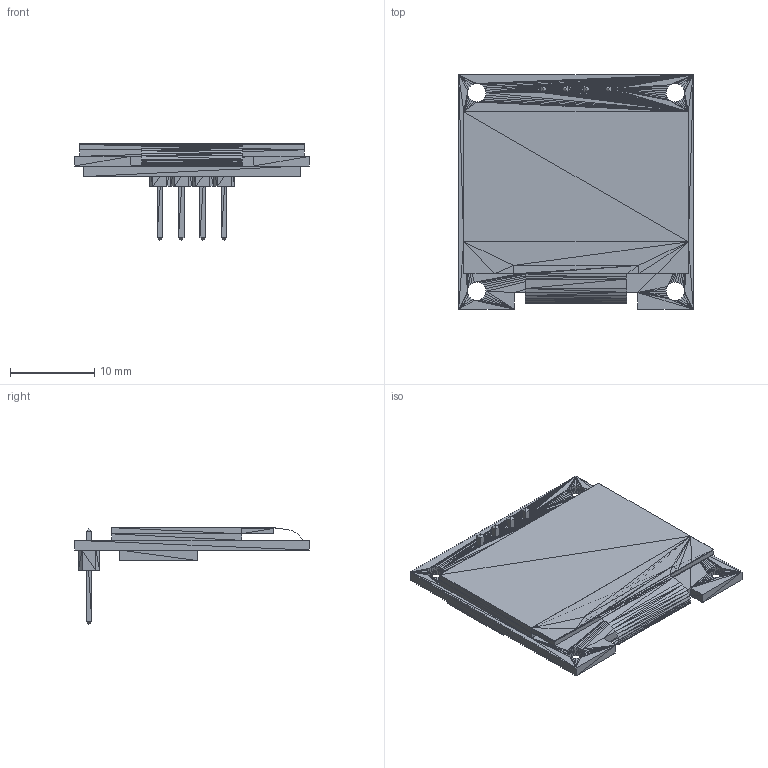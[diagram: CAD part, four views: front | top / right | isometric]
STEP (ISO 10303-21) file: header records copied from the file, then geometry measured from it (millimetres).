
FILE_DESCRIPTION((''),'2;1');
FILE_NAME('oled-display-096i-ssd1306', '2025-02-26T13:39:50', (''), (''), 'ImageToStl.com STEP Converter','', '');
FILE_SCHEMA(('AUTOMOTIVE_DESIGN_CC2'));
Length unit declared in the file: metre
Products named in the file (1): product0
Bounding box: 27.8 x 27.8 x 11.45 mm (x, y, z)
Surface area: 3607.8 mm2 (no closed solid volume)
Topology: 0 solids, 1237 shells, 1237 faces, 3707 edges, 622 vertices
Faces by surface type: plane 1237
Entity records: 28486 total; most frequent: DIRECTION 6187, ORIENTED_EDGE 3711, EDGE_CURVE 3711, LINE 3711, VECTOR 3711, AXIS2_PLACEMENT_3D 1238, FACE_SURFACE 1237, PLANE 1237
